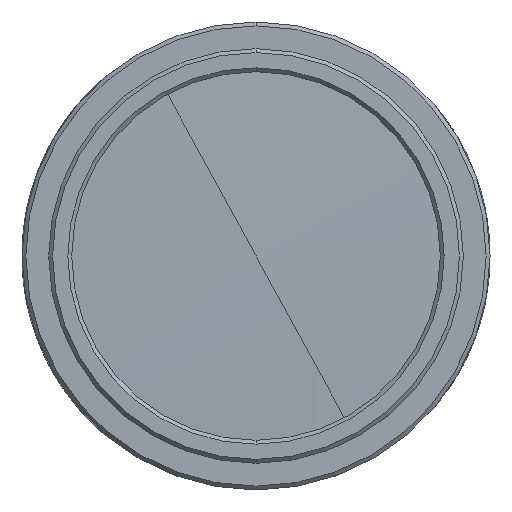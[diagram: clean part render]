
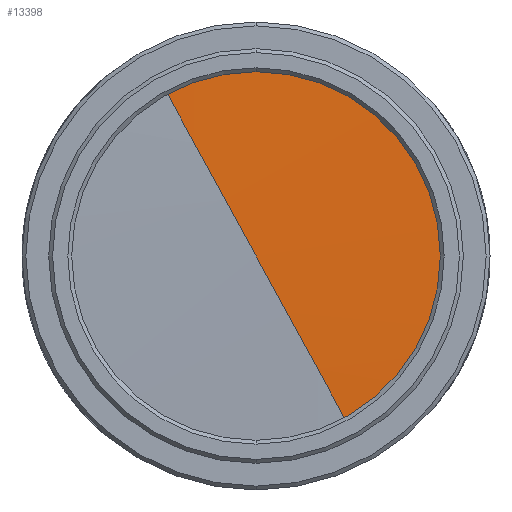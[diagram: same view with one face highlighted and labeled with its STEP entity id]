
A CAD part, left-side view. The second image highlights one B-rep face of the part: STEP entity #13398.
In plain terms, the highlighted spherical face has radius 291.07 mm.
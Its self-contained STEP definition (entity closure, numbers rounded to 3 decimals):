
#1718 = CIRCLE ( 'NONE', #17535, 12.559 ) ;
#1892 = EDGE_LOOP ( 'NONE', ( #7744, #2282, #3117, #8101 ) ) ;
#2282 = ORIENTED_EDGE ( 'NONE', *, *, #6561, .T. ) ;
#2538 = CARTESIAN_POINT ( 'NONE',  ( 272.909, -0.711, 6.723 ) ) ;
#3117 = ORIENTED_EDGE ( 'NONE', *, *, #14738, .F. ) ;
#4284 = CARTESIAN_POINT ( 'NONE',  ( 272.909, -0.711, 6.723 ) ) ;
#4953 = CARTESIAN_POINT ( 'NONE',  ( 272.909, -0.711, 6.723 ) ) ;
#5301 = CIRCLE ( 'NONE', #8694, 12.559 ) ;
#5737 = DIRECTION ( 'NONE',  ( 0., -0.48, -0.878 ) ) ;
#6032 = VERTEX_POINT ( 'NONE', #10036 ) ;
#6212 = CARTESIAN_POINT ( 'NONE',  ( -17.89, -0.711, 6.723 ) ) ;
#6404 = DIRECTION ( 'NONE',  ( 0., 0.48, 0.878 ) ) ;
#6561 = EDGE_CURVE ( 'NONE', #14198, #16952, #12887, .T. ) ;
#6967 = DIRECTION ( 'NONE',  ( 0., -0.878, 0.48 ) ) ;
#7732 = DIRECTION ( 'NONE',  ( 0., 0.878, -0.48 ) ) ;
#7744 = ORIENTED_EDGE ( 'NONE', *, *, #16300, .F. ) ;
#7888 = CARTESIAN_POINT ( 'NONE',  ( -18.161, -0.711, 6.723 ) ) ;
#8101 = ORIENTED_EDGE ( 'NONE', *, *, #9204, .F. ) ;
#8438 = CARTESIAN_POINT ( 'NONE',  ( -17.89, -0.711, 6.723 ) ) ;
#8694 = AXIS2_PLACEMENT_3D ( 'NONE', #8438, #18755, #9917 ) ;
#9204 = EDGE_CURVE ( 'NONE', #6032, #9778, #1718, .T. ) ;
#9778 = VERTEX_POINT ( 'NONE', #15800 ) ;
#9917 = DIRECTION ( 'NONE',  ( 0., 0.878, -0.48 ) ) ;
#9935 = DIRECTION ( 'NONE',  ( 0., 0.48, 0.878 ) ) ;
#10036 = CARTESIAN_POINT ( 'NONE',  ( -17.89, 5.311, 17.744 ) ) ;
#10848 = SPHERICAL_SURFACE ( 'NONE', #18307, 291.07 ) ;
#11943 = AXIS2_PLACEMENT_3D ( 'NONE', #4953, #15254, #6404 ) ;
#12887 = CIRCLE ( 'NONE', #16048, 291.07 ) ;
#13398 = ADVANCED_FACE ( 'NONE', ( #14785 ), #10848, .T. ) ;
#14198 = VERTEX_POINT ( 'NONE', #7888 ) ;
#14584 = DIRECTION ( 'NONE',  ( 0., -0.878, 0.48 ) ) ;
#14738 = EDGE_CURVE ( 'NONE', #9778, #16952, #5301, .T. ) ;
#14785 = FACE_OUTER_BOUND ( 'NONE', #1892, .T. ) ;
#15254 = DIRECTION ( 'NONE',  ( 0., 0.878, -0.48 ) ) ;
#15800 = CARTESIAN_POINT ( 'NONE',  ( -17.89, -11.732, 12.745 ) ) ;
#16048 = AXIS2_PLACEMENT_3D ( 'NONE', #4284, #14584, #5737 ) ;
#16300 = EDGE_CURVE ( 'NONE', #14198, #6032, #17042, .T. ) ;
#16538 = DIRECTION ( 'NONE',  ( 1., 0., 0. ) ) ;
#16952 = VERTEX_POINT ( 'NONE', #17925 ) ;
#17042 = CIRCLE ( 'NONE', #11943, 291.07 ) ;
#17535 = AXIS2_PLACEMENT_3D ( 'NONE', #6212, #16538, #7732 ) ;
#17925 = CARTESIAN_POINT ( 'NONE',  ( -17.89, -6.733, -4.297 ) ) ;
#18307 = AXIS2_PLACEMENT_3D ( 'NONE', #2538, #6967, #9935 ) ;
#18755 = DIRECTION ( 'NONE',  ( 1., 0., 0. ) ) ;
